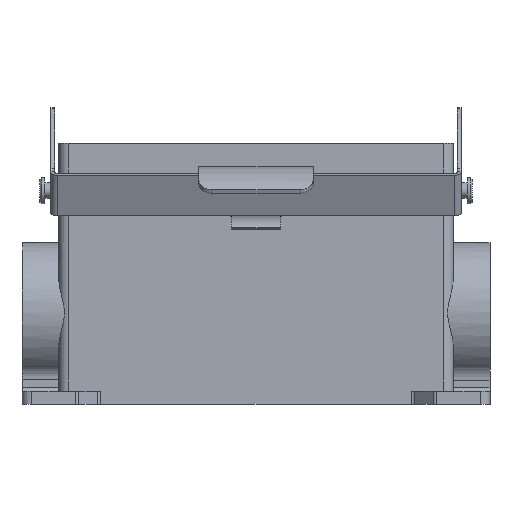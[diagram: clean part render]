
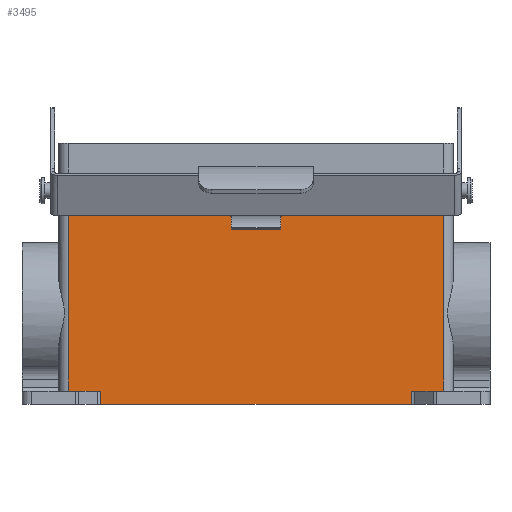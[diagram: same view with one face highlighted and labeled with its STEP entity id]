
A CAD part, top view. The second image highlights one B-rep face of the part: STEP entity #3495.
In plain terms, the highlighted planar face has unit normal (0, 0, 1).
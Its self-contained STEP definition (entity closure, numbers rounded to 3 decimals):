
#393 = ORIENTED_EDGE ( 'NONE', *, *, #3253, .T. ) ;
#470 = ORIENTED_EDGE ( 'NONE', *, *, #3413, .T. ) ;
#559 = ORIENTED_EDGE ( 'NONE', *, *, #3400, .F. ) ;
#560 = ORIENTED_EDGE ( 'NONE', *, *, #3330, .T. ) ;
#561 = ORIENTED_EDGE ( 'NONE', *, *, #3856, .F. ) ;
#562 = ORIENTED_EDGE ( 'NONE', *, *, #3332, .T. ) ;
#563 = ORIENTED_EDGE ( 'NONE', *, *, #3233, .T. ) ;
#565 = ORIENTED_EDGE ( 'NONE', *, *, #3303, .F. ) ;
#680 = DIRECTION ( 'NONE',  ( -1., 0., 0. ) ) ;
#682 = CARTESIAN_POINT ( 'NONE',  ( 23.5, 0., -6.75 ) ) ;
#844 = DIRECTION ( 'NONE',  ( 1., 0., 0. ) ) ;
#845 = CARTESIAN_POINT ( 'NONE',  ( 14.25, 4., -6.75 ) ) ;
#895 = DIRECTION ( 'NONE',  ( 1., 0., 0. ) ) ;
#896 = CARTESIAN_POINT ( 'NONE',  ( 14.25, 4., -6.75 ) ) ;
#1799 = EDGE_LOOP ( 'NONE', ( #565, #562, #563, #561, #559, #560, #393, #470 ) ) ;
#2235 = LINE ( 'NONE', #682, #7121 ) ;
#2248 = LINE ( 'NONE', #6400, #7071 ) ;
#2249 = LINE ( 'NONE', #6414, #7067 ) ;
#2288 = LINE ( 'NONE', #6885, #5993 ) ;
#2297 = LINE ( 'NONE', #6912, #5920 ) ;
#2400 = FACE_OUTER_BOUND ( 'NONE', #1799, .T. ) ;
#2688 = LINE ( 'NONE', #4542, #2888 ) ;
#2888 = VECTOR ( 'NONE', #4543, 1000. ) ;
#3233 = EDGE_CURVE ( 'NONE', #7808, #5501, #5791, .T. ) ;
#3253 = EDGE_CURVE ( 'NONE', #5459, #5488, #5801, .T. ) ;
#3303 = EDGE_CURVE ( 'NONE', #5448, #5487, #2235, .T. ) ;
#3330 = EDGE_CURVE ( 'NONE', #5485, #5459, #2248, .T. ) ;
#3332 = EDGE_CURVE ( 'NONE', #5448, #7808, #2249, .T. ) ;
#3400 = EDGE_CURVE ( 'NONE', #5485, #7868, #2288, .T. ) ;
#3413 = EDGE_CURVE ( 'NONE', #5488, #5487, #2297, .T. ) ;
#3495 = ADVANCED_FACE ( 'NONE', ( #2400 ), #6966, .F. ) ;
#3856 = EDGE_CURVE ( 'NONE', #7868, #5501, #2688, .T. ) ;
#4542 = CARTESIAN_POINT ( 'NONE',  ( 129.25, 70.5, -6.75 ) ) ;
#4543 = DIRECTION ( 'NONE',  ( 0., -1., 0. ) ) ;
#4754 = CARTESIAN_POINT ( 'NONE',  ( 119.362, 0., -6.75 ) ) ;
#4762 = CARTESIAN_POINT ( 'NONE',  ( 14.25, 4., -6.75 ) ) ;
#4801 = CARTESIAN_POINT ( 'NONE',  ( 129.25, 4., -6.75 ) ) ;
#4817 = CARTESIAN_POINT ( 'NONE',  ( 24.138, 0., -6.75 ) ) ;
#4818 = CARTESIAN_POINT ( 'NONE',  ( 24.138, 4., -6.75 ) ) ;
#4825 = CARTESIAN_POINT ( 'NONE',  ( 14.25, 70.5, -6.75 ) ) ;
#4891 = CARTESIAN_POINT ( 'NONE',  ( 119.362, 4., -6.75 ) ) ;
#5009 = CARTESIAN_POINT ( 'NONE',  ( 129.25, 70.5, -6.75 ) ) ;
#5448 = VERTEX_POINT ( 'NONE', #4754 ) ;
#5459 = VERTEX_POINT ( 'NONE', #4762 ) ;
#5485 = VERTEX_POINT ( 'NONE', #4825 ) ;
#5487 = VERTEX_POINT ( 'NONE', #4817 ) ;
#5488 = VERTEX_POINT ( 'NONE', #4818 ) ;
#5501 = VERTEX_POINT ( 'NONE', #4801 ) ;
#5791 = LINE ( 'NONE', #896, #7214 ) ;
#5801 = LINE ( 'NONE', #845, #7093 ) ;
#5867 = AXIS2_PLACEMENT_3D ( 'NONE', #6967, #6962, #6963 ) ;
#5920 = VECTOR ( 'NONE', #6913, 1000. ) ;
#5993 = VECTOR ( 'NONE', #6886, 1000. ) ;
#6296 = DIRECTION ( 'NONE',  ( 0., -1., 0. ) ) ;
#6400 = CARTESIAN_POINT ( 'NONE',  ( 14.25, 70.5, -6.75 ) ) ;
#6414 = CARTESIAN_POINT ( 'NONE',  ( 119.362, 4., -6.75 ) ) ;
#6415 = DIRECTION ( 'NONE',  ( 0., 1., 0. ) ) ;
#6885 = CARTESIAN_POINT ( 'NONE',  ( 14.25, 70.5, -6.75 ) ) ;
#6886 = DIRECTION ( 'NONE',  ( 1., 0., 0. ) ) ;
#6912 = CARTESIAN_POINT ( 'NONE',  ( 24.138, 0., -6.75 ) ) ;
#6913 = DIRECTION ( 'NONE',  ( 0., -1., 0. ) ) ;
#6962 = DIRECTION ( 'NONE',  ( 0., 0., -1. ) ) ;
#6963 = DIRECTION ( 'NONE',  ( -1., 0., 0. ) ) ;
#6966 = PLANE ( 'NONE',  #5867 ) ;
#6967 = CARTESIAN_POINT ( 'NONE',  ( 14.25, 70.5, -6.75 ) ) ;
#7067 = VECTOR ( 'NONE', #6415, 1000. ) ;
#7071 = VECTOR ( 'NONE', #6296, 1000. ) ;
#7093 = VECTOR ( 'NONE', #844, 1000. ) ;
#7121 = VECTOR ( 'NONE', #680, 1000. ) ;
#7214 = VECTOR ( 'NONE', #895, 1000. ) ;
#7808 = VERTEX_POINT ( 'NONE', #4891 ) ;
#7868 = VERTEX_POINT ( 'NONE', #5009 ) ;
